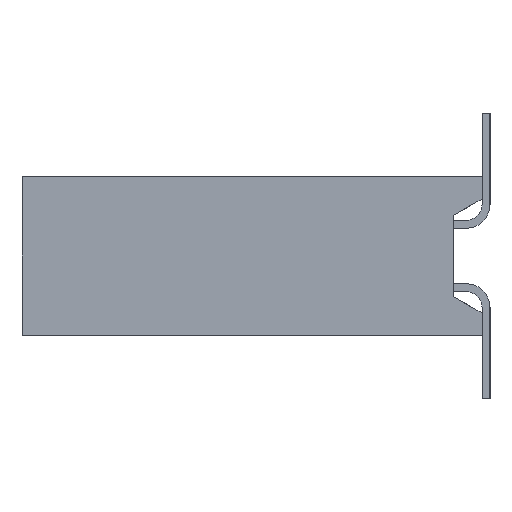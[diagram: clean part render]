
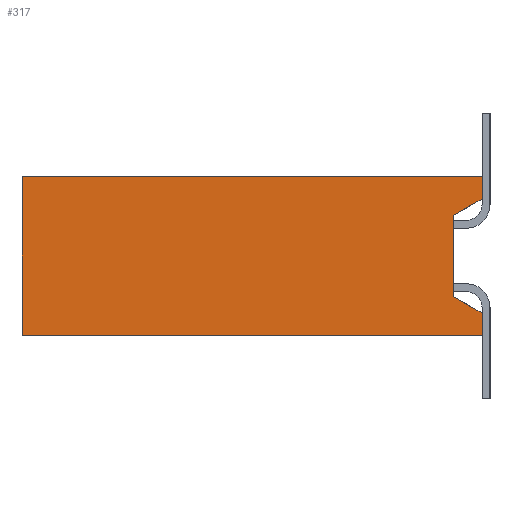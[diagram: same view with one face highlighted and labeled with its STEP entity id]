
A CAD part, left-side view. The second image highlights one B-rep face of the part: STEP entity #317.
In plain terms, the highlighted planar face has unit normal (-1, 0, 0).
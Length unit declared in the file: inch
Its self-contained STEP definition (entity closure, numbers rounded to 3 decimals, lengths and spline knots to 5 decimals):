
#317 = ADVANCED_FACE( '', ( #1216 ), #1217, .F. );
#1216 = FACE_OUTER_BOUND( '', #2676, .T. );
#1217 = PLANE( '', #2677 );
#2676 = EDGE_LOOP( '', ( #5655, #5656, #5657, #5658, #5659, #5660, #5661, #5662 ) );
#2677 = AXIS2_PLACEMENT_3D( '', #5663, #5664, #5665 );
#5655 = ORIENTED_EDGE( '', *, *, #11033, .F. );
#5656 = ORIENTED_EDGE( '', *, *, #11034, .T. );
#5657 = ORIENTED_EDGE( '', *, *, #10962, .F. );
#5658 = ORIENTED_EDGE( '', *, *, #10652, .F. );
#5659 = ORIENTED_EDGE( '', *, *, #10171, .T. );
#5660 = ORIENTED_EDGE( '', *, *, #10018, .T. );
#5661 = ORIENTED_EDGE( '', *, *, #11035, .F. );
#5662 = ORIENTED_EDGE( '', *, *, #10878, .F. );
#5663 = CARTESIAN_POINT( '', ( -0.95, 0.29, -0.05 ) );
#5664 = DIRECTION( '', ( 1., 0., 0. ) );
#5665 = DIRECTION( '', ( 0., 0., -1. ) );
#10018 = EDGE_CURVE( '', #12109, #12107, #12110, .T. );
#10171 = EDGE_CURVE( '', #12414, #12109, #12415, .T. );
#10652 = EDGE_CURVE( '', #12414, #13273, #13274, .T. );
#10878 = EDGE_CURVE( '', #13647, #13649, #13650, .T. );
#10962 = EDGE_CURVE( '', #13273, #13811, #13812, .T. );
#11033 = EDGE_CURVE( '', #13916, #13647, #13917, .T. );
#11034 = EDGE_CURVE( '', #13916, #13811, #13918, .T. );
#11035 = EDGE_CURVE( '', #13649, #12107, #13919, .T. );
#12107 = VERTEX_POINT( '', #15574 );
#12109 = VERTEX_POINT( '', #15577 );
#12110 = LINE( '', #15578, #15579 );
#12414 = VERTEX_POINT( '', #16035 );
#12415 = LINE( '', #16036, #16037 );
#13273 = VERTEX_POINT( '', #17375 );
#13274 = LINE( '', #17376, #17377 );
#13647 = VERTEX_POINT( '', #17974 );
#13649 = VERTEX_POINT( '', #17977 );
#13650 = LINE( '', #17978, #17979 );
#13811 = VERTEX_POINT( '', #18223 );
#13812 = LINE( '', #18224, #18225 );
#13916 = VERTEX_POINT( '', #18399 );
#13917 = LINE( '', #18400, #18401 );
#13918 = LINE( '', #18402, #18403 );
#13919 = LINE( '', #18404, #18405 );
#15574 = CARTESIAN_POINT( '', ( -0.95, 0., -0.036 ) );
#15577 = CARTESIAN_POINT( '', ( -0.95, 0., -0.05 ) );
#15578 = CARTESIAN_POINT( '', ( -0.95, 0., -0.05 ) );
#15579 = VECTOR( '', #20950, 39.37008 );
#16035 = CARTESIAN_POINT( '', ( -0.95, 0.29, -0.05 ) );
#16036 = CARTESIAN_POINT( '', ( -0.95, 0.29, -0.05 ) );
#16037 = VECTOR( '', #21103, 39.37008 );
#17375 = CARTESIAN_POINT( '', ( -0.95, 0.29, 0.05 ) );
#17376 = CARTESIAN_POINT( '', ( -0.95, 0.29, -0.05 ) );
#17377 = VECTOR( '', #21584, 39.37008 );
#17974 = CARTESIAN_POINT( '', ( -0.95, 0.018, 0.02561 ) );
#17977 = CARTESIAN_POINT( '', ( -0.95, 0.018, -0.02561 ) );
#17978 = CARTESIAN_POINT( '', ( -0.95, 0.018, -0.05 ) );
#17979 = VECTOR( '', #21810, 39.37008 );
#18223 = CARTESIAN_POINT( '', ( -0.95, 0., 0.05 ) );
#18224 = CARTESIAN_POINT( '', ( -0.95, 0.29, 0.05 ) );
#18225 = VECTOR( '', #21894, 39.37008 );
#18399 = CARTESIAN_POINT( '', ( -0.95, 0., 0.036 ) );
#18400 = CARTESIAN_POINT( '', ( -0.95, 0.25474, -0.11107 ) );
#18401 = VECTOR( '', #21965, 39.37008 );
#18402 = CARTESIAN_POINT( '', ( -0.95, 0., -0.05 ) );
#18403 = VECTOR( '', #21966, 39.37008 );
#18404 = CARTESIAN_POINT( '', ( -0.95, 0.21144, 0.08607 ) );
#18405 = VECTOR( '', #21967, 39.37008 );
#20950 = DIRECTION( '', ( 0., 0., 1. ) );
#21103 = DIRECTION( '', ( 0., -1., 0. ) );
#21584 = DIRECTION( '', ( 0., 0., 1. ) );
#21810 = DIRECTION( '', ( 0., 0., -1. ) );
#21894 = DIRECTION( '', ( 0., -1., 0. ) );
#21965 = DIRECTION( '', ( 0., 0.866, -0.5 ) );
#21966 = DIRECTION( '', ( 0., 0., 1. ) );
#21967 = DIRECTION( '', ( 0., -0.866, -0.5 ) );
